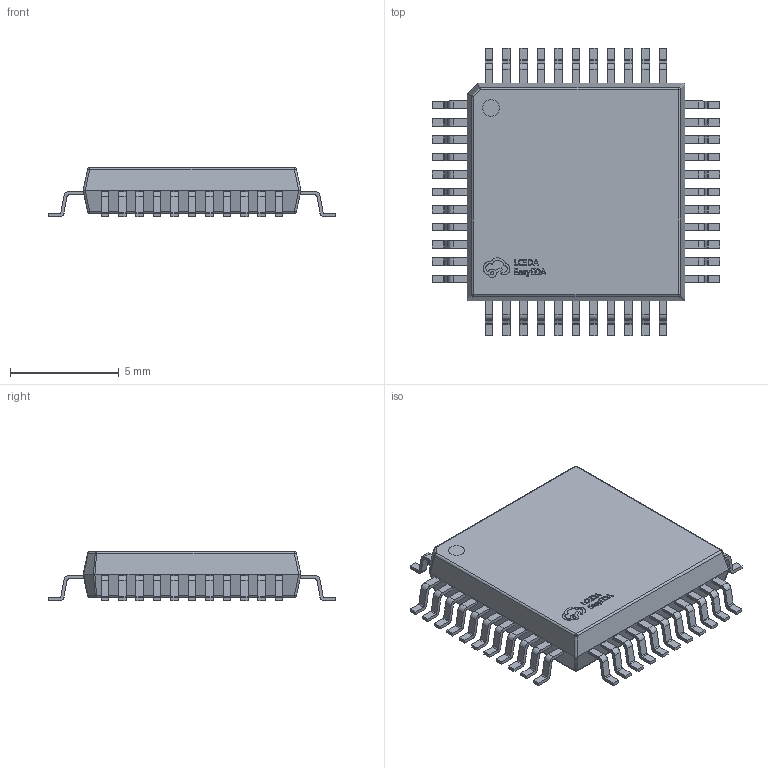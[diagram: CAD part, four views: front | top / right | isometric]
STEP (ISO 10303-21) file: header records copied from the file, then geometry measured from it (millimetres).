
FILE_DESCRIPTION (( 'STEP AP214' ), '1' );
FILE_NAME ('LQFP-44_L10.0-W10.0-P0.80-LS13.2-BL.STEP', '2022-06-14T03:12:31', ( 'PC' ), ( 'Microsoft' ), 'SwSTEP 2.0', 'SolidWorks 2020', '' );
FILE_SCHEMA (( 'AUTOMOTIVE_DESIGN' ));
Length unit declared in the file: millimetre
Products named in the file (1): LQFP-44_L10.0-W10.0-P0.80-LS13.2-BL
Bounding box: 13.2 x 13.2 x 2.26 mm (x, y, z)
Volume: 206 mm3; surface area: 368.5 mm2
Topology: 1 solids, 1 shells, 841 faces, 2285 edges, 1510 vertices
Faces by surface type: plane 535, cylinder 198, bspline 98, sphere 10
Entity records: 36162 total; most frequent: CARTESIAN_POINT 5958, ORIENTED_EDGE 4570, DIRECTION 3954, EDGE_CURVE 2285, LINE 1694, VECTOR 1694, VERTEX_POINT 1510, AXIS2_PLACEMENT_3D 1130
